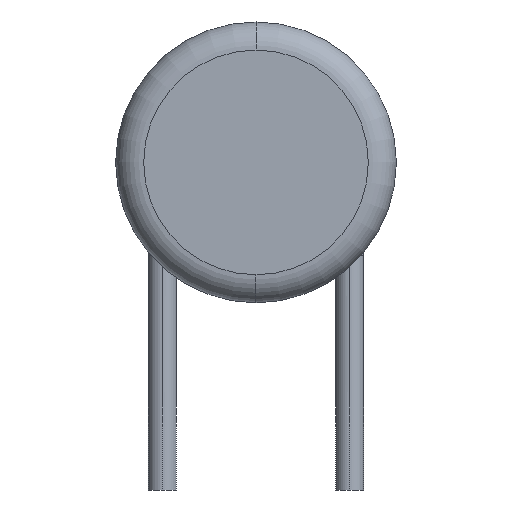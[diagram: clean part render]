
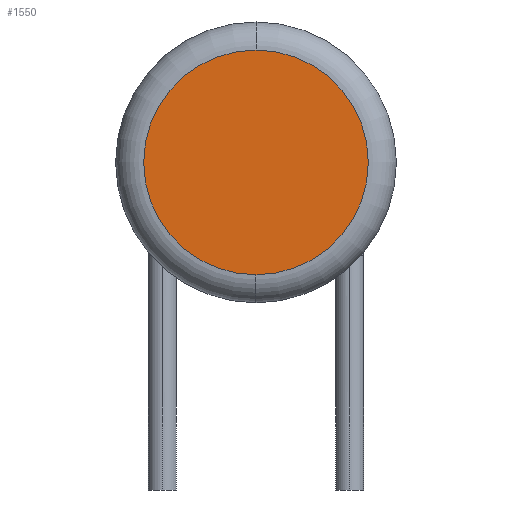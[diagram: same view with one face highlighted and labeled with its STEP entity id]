
A CAD part, left-side view. The second image highlights one B-rep face of the part: STEP entity #1550.
In plain terms, the highlighted planar face has unit normal (-1, 0, 0).
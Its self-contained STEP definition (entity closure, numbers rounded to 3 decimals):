
#136 = DIRECTION ( 'NONE',  ( 0., 0., 1. ) ) ;
#237 = PLANE ( 'NONE',  #1903 ) ;
#403 = CARTESIAN_POINT ( 'NONE',  ( -11., 0., 2.7 ) ) ;
#438 = CARTESIAN_POINT ( 'NONE',  ( -11., 0., 2.7 ) ) ;
#547 = DIRECTION ( 'NONE',  ( 0., 0., 1. ) ) ;
#578 = ORIENTED_EDGE ( 'NONE', *, *, #1635, .T. ) ;
#634 = CIRCLE ( 'NONE', #1513, 1.2 ) ;
#744 = EDGE_LOOP ( 'NONE', ( #1415, #578 ) ) ;
#801 = CARTESIAN_POINT ( 'NONE',  ( -11., 0., 1.5 ) ) ;
#823 = AXIS2_PLACEMENT_3D ( 'NONE', #801, #1841, #953 ) ;
#953 = DIRECTION ( 'NONE',  ( 0., 0., 1. ) ) ;
#956 = EDGE_CURVE ( 'NONE', #1331, #983, #634, .T. ) ;
#983 = VERTEX_POINT ( 'NONE', #1206 ) ;
#1042 = DIRECTION ( 'NONE',  ( -1., 0., 0. ) ) ;
#1206 = CARTESIAN_POINT ( 'NONE',  ( -11., 0., 0.3 ) ) ;
#1331 = VERTEX_POINT ( 'NONE', #438 ) ;
#1415 = ORIENTED_EDGE ( 'NONE', *, *, #956, .T. ) ;
#1464 = DIRECTION ( 'NONE',  ( -1., 0., 0. ) ) ;
#1513 = AXIS2_PLACEMENT_3D ( 'NONE', #1912, #1042, #136 ) ;
#1550 = ADVANCED_FACE ( 'NONE', ( #1775 ), #237, .T. ) ;
#1635 = EDGE_CURVE ( 'NONE', #983, #1331, #1812, .T. ) ;
#1775 = FACE_OUTER_BOUND ( 'NONE', #744, .T. ) ;
#1812 = CIRCLE ( 'NONE', #823, 1.2 ) ;
#1841 = DIRECTION ( 'NONE',  ( -1., 0., 0. ) ) ;
#1903 = AXIS2_PLACEMENT_3D ( 'NONE', #403, #1464, #547 ) ;
#1912 = CARTESIAN_POINT ( 'NONE',  ( -11., 0., 1.5 ) ) ;
